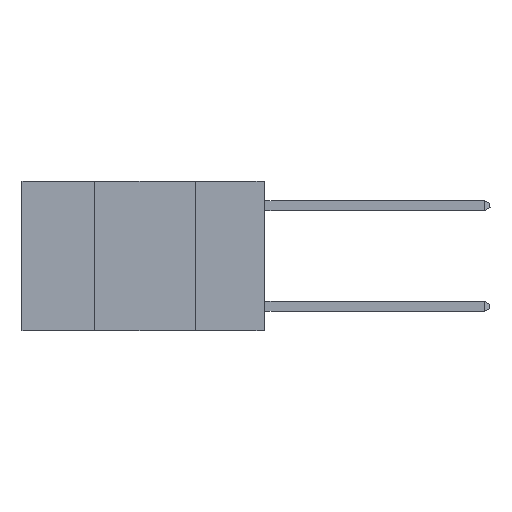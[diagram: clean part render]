
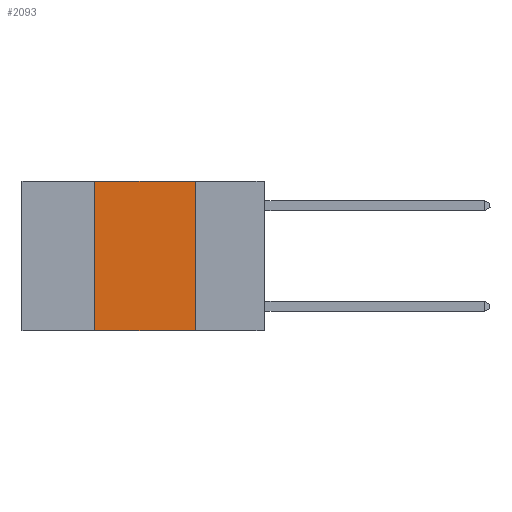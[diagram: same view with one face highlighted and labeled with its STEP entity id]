
A CAD part, left-side view. The second image highlights one B-rep face of the part: STEP entity #2093.
In plain terms, the highlighted planar face has unit normal (-1, 0, 0).
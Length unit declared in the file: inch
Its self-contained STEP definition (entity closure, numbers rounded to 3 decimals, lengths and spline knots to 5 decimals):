
#101 = VECTOR ( 'NONE', #24681, 39.37008 ) ;
#695 = EDGE_CURVE ( 'NONE', #22291, #10342, #1555, .T. ) ;
#1555 = LINE ( 'NONE', #22943, #16061 ) ;
#2093 = ADVANCED_FACE ( 'NONE', ( #12633 ), #5295, .F. ) ;
#2122 = ORIENTED_EDGE ( 'NONE', *, *, #11769, .T. ) ;
#4215 = LINE ( 'NONE', #11735, #15314 ) ;
#5044 = LINE ( 'NONE', #8217, #17511 ) ;
#5295 = PLANE ( 'NONE',  #27004 ) ;
#6879 = CARTESIAN_POINT ( 'NONE',  ( 0., 0.42, -0.37 ) ) ;
#8217 = CARTESIAN_POINT ( 'NONE',  ( 0., 0.42, 0. ) ) ;
#10342 = VERTEX_POINT ( 'NONE', #21616 ) ;
#11435 = CARTESIAN_POINT ( 'NONE',  ( 0., 0.17, 0. ) ) ;
#11735 = CARTESIAN_POINT ( 'NONE',  ( 0., 0.6, -0.37 ) ) ;
#11769 = EDGE_CURVE ( 'NONE', #21843, #22445, #4215, .T. ) ;
#11883 = ORIENTED_EDGE ( 'NONE', *, *, #25249, .F. ) ;
#12017 = DIRECTION ( 'NONE',  ( 1., 0., 0. ) ) ;
#12633 = FACE_OUTER_BOUND ( 'NONE', #21090, .T. ) ;
#12697 = LINE ( 'NONE', #11435, #101 ) ;
#14155 = DIRECTION ( 'NONE',  ( 0., -1., 0. ) ) ;
#15314 = VECTOR ( 'NONE', #27306, 39.37008 ) ;
#16061 = VECTOR ( 'NONE', #14155, 39.37008 ) ;
#17511 = VECTOR ( 'NONE', #23723, 39.37008 ) ;
#17663 = CARTESIAN_POINT ( 'NONE',  ( 0., 0.17, -0.37 ) ) ;
#17714 = ORIENTED_EDGE ( 'NONE', *, *, #695, .F. ) ;
#19119 = ORIENTED_EDGE ( 'NONE', *, *, #25049, .F. ) ;
#21090 = EDGE_LOOP ( 'NONE', ( #11883, #17714, #19119, #2122 ) ) ;
#21616 = CARTESIAN_POINT ( 'NONE',  ( 0., 0.17, 0. ) ) ;
#21843 = VERTEX_POINT ( 'NONE', #6879 ) ;
#22291 = VERTEX_POINT ( 'NONE', #26151 ) ;
#22445 = VERTEX_POINT ( 'NONE', #17663 ) ;
#22943 = CARTESIAN_POINT ( 'NONE',  ( 0., 0.6, 0. ) ) ;
#23723 = DIRECTION ( 'NONE',  ( 0., 0., 1. ) ) ;
#24681 = DIRECTION ( 'NONE',  ( 0., 0., -1. ) ) ;
#25049 = EDGE_CURVE ( 'NONE', #21843, #22291, #5044, .T. ) ;
#25249 = EDGE_CURVE ( 'NONE', #10342, #22445, #12697, .T. ) ;
#25255 = CARTESIAN_POINT ( 'NONE',  ( 0., 0.6, 0. ) ) ;
#26151 = CARTESIAN_POINT ( 'NONE',  ( 0., 0.42, 0. ) ) ;
#27004 = AXIS2_PLACEMENT_3D ( 'NONE', #25255, #12017, #27503 ) ;
#27306 = DIRECTION ( 'NONE',  ( 0., -1., 0. ) ) ;
#27503 = DIRECTION ( 'NONE',  ( 0., 0., -1. ) ) ;
